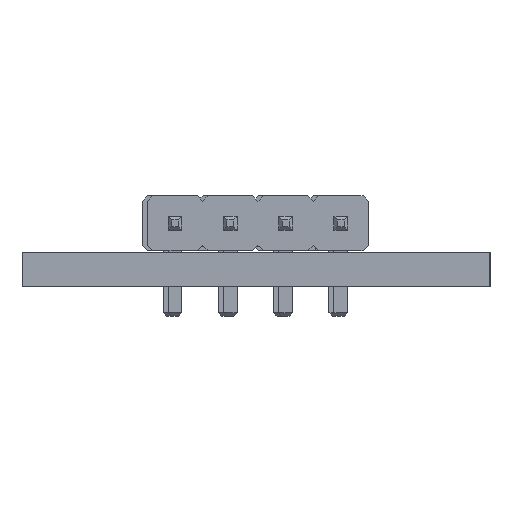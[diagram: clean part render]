
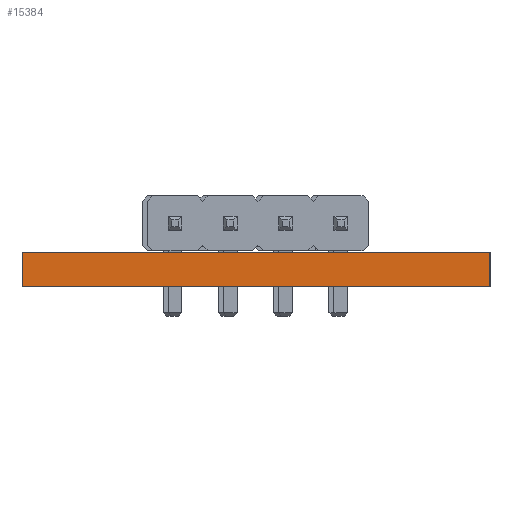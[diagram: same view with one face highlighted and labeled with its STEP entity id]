
A CAD part, left-side view. The second image highlights one B-rep face of the part: STEP entity #15384.
In plain terms, the highlighted planar face has unit normal (-1, 0, 0).
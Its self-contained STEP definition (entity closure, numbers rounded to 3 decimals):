
#14520 = PLANE('',#14521);
#14521 = AXIS2_PLACEMENT_3D('',#14522,#14523,#14524);
#14522 = CARTESIAN_POINT('',(123.,-118.,0.));
#14523 = DIRECTION('',(0.,1.,0.));
#14524 = DIRECTION('',(1.,0.,0.));
#14548 = PLANE('',#14549);
#14549 = AXIS2_PLACEMENT_3D('',#14550,#14551,#14552);
#14550 = CARTESIAN_POINT('',(147.,-107.25,1.6));
#14551 = DIRECTION('',(0.,0.,1.));
#14552 = DIRECTION('',(1.,0.,-0.));
#14576 = PLANE('',#14577);
#14577 = AXIS2_PLACEMENT_3D('',#14578,#14579,#14580);
#14578 = CARTESIAN_POINT('',(171.,-96.5,0.));
#14579 = DIRECTION('',(0.,-1.,0.));
#14580 = DIRECTION('',(-1.,0.,0.));
#14602 = PLANE('',#14603);
#14603 = AXIS2_PLACEMENT_3D('',#14604,#14605,#14606);
#14604 = CARTESIAN_POINT('',(147.,-107.25,0.));
#14605 = DIRECTION('',(0.,0.,1.));
#14606 = DIRECTION('',(1.,0.,-0.));
#14617 = EDGE_CURVE('',#14618,#14620,#14622,.T.);
#14618 = VERTEX_POINT('',#14619);
#14619 = CARTESIAN_POINT('',(123.,-118.,0.));
#14620 = VERTEX_POINT('',#14621);
#14621 = CARTESIAN_POINT('',(123.,-118.,1.6));
#14622 = SURFACE_CURVE('',#14623,(#14627,#14634),.PCURVE_S1.);
#14623 = LINE('',#14624,#14625);
#14624 = CARTESIAN_POINT('',(123.,-118.,0.));
#14625 = VECTOR('',#14626,1.);
#14626 = DIRECTION('',(0.,0.,1.));
#14627 = PCURVE('',#14520,#14628);
#14628 = DEFINITIONAL_REPRESENTATION('',(#14629),#14633);
#14629 = LINE('',#14630,#14631);
#14630 = CARTESIAN_POINT('',(0.,0.));
#14631 = VECTOR('',#14632,1.);
#14632 = DIRECTION('',(0.,-1.));
#14633 = ( GEOMETRIC_REPRESENTATION_CONTEXT(2) 
PARAMETRIC_REPRESENTATION_CONTEXT() REPRESENTATION_CONTEXT('2D SPACE',''
  ) );
#14634 = PCURVE('',#14635,#14640);
#14635 = PLANE('',#14636);
#14636 = AXIS2_PLACEMENT_3D('',#14637,#14638,#14639);
#14637 = CARTESIAN_POINT('',(123.,-96.5,0.));
#14638 = DIRECTION('',(1.,0.,-0.));
#14639 = DIRECTION('',(0.,-1.,0.));
#14640 = DEFINITIONAL_REPRESENTATION('',(#14641),#14645);
#14641 = LINE('',#14642,#14643);
#14642 = CARTESIAN_POINT('',(21.5,0.));
#14643 = VECTOR('',#14644,1.);
#14644 = DIRECTION('',(0.,-1.));
#14645 = ( GEOMETRIC_REPRESENTATION_CONTEXT(2) 
PARAMETRIC_REPRESENTATION_CONTEXT() REPRESENTATION_CONTEXT('2D SPACE',''
  ) );
#14695 = VERTEX_POINT('',#14696);
#14696 = CARTESIAN_POINT('',(123.,-96.5,1.6));
#14717 = EDGE_CURVE('',#14718,#14695,#14720,.T.);
#14718 = VERTEX_POINT('',#14719);
#14719 = CARTESIAN_POINT('',(123.,-96.5,0.));
#14720 = SURFACE_CURVE('',#14721,(#14725,#14732),.PCURVE_S1.);
#14721 = LINE('',#14722,#14723);
#14722 = CARTESIAN_POINT('',(123.,-96.5,0.));
#14723 = VECTOR('',#14724,1.);
#14724 = DIRECTION('',(0.,0.,1.));
#14725 = PCURVE('',#14576,#14726);
#14726 = DEFINITIONAL_REPRESENTATION('',(#14727),#14731);
#14727 = LINE('',#14728,#14729);
#14728 = CARTESIAN_POINT('',(48.,0.));
#14729 = VECTOR('',#14730,1.);
#14730 = DIRECTION('',(0.,-1.));
#14731 = ( GEOMETRIC_REPRESENTATION_CONTEXT(2) 
PARAMETRIC_REPRESENTATION_CONTEXT() REPRESENTATION_CONTEXT('2D SPACE',''
  ) );
#14732 = PCURVE('',#14635,#14733);
#14733 = DEFINITIONAL_REPRESENTATION('',(#14734),#14738);
#14734 = LINE('',#14735,#14736);
#14735 = CARTESIAN_POINT('',(0.,0.));
#14736 = VECTOR('',#14737,1.);
#14737 = DIRECTION('',(0.,-1.));
#14738 = ( GEOMETRIC_REPRESENTATION_CONTEXT(2) 
PARAMETRIC_REPRESENTATION_CONTEXT() REPRESENTATION_CONTEXT('2D SPACE',''
  ) );
#14766 = EDGE_CURVE('',#14718,#14618,#14767,.T.);
#14767 = SURFACE_CURVE('',#14768,(#14772,#14779),.PCURVE_S1.);
#14768 = LINE('',#14769,#14770);
#14769 = CARTESIAN_POINT('',(123.,-96.5,0.));
#14770 = VECTOR('',#14771,1.);
#14771 = DIRECTION('',(0.,-1.,0.));
#14772 = PCURVE('',#14602,#14773);
#14773 = DEFINITIONAL_REPRESENTATION('',(#14774),#14778);
#14774 = LINE('',#14775,#14776);
#14775 = CARTESIAN_POINT('',(-24.,10.75));
#14776 = VECTOR('',#14777,1.);
#14777 = DIRECTION('',(0.,-1.));
#14778 = ( GEOMETRIC_REPRESENTATION_CONTEXT(2) 
PARAMETRIC_REPRESENTATION_CONTEXT() REPRESENTATION_CONTEXT('2D SPACE',''
  ) );
#14779 = PCURVE('',#14635,#14780);
#14780 = DEFINITIONAL_REPRESENTATION('',(#14781),#14785);
#14781 = LINE('',#14782,#14783);
#14782 = CARTESIAN_POINT('',(0.,0.));
#14783 = VECTOR('',#14784,1.);
#14784 = DIRECTION('',(1.,0.));
#14785 = ( GEOMETRIC_REPRESENTATION_CONTEXT(2) 
PARAMETRIC_REPRESENTATION_CONTEXT() REPRESENTATION_CONTEXT('2D SPACE',''
  ) );
#15103 = EDGE_CURVE('',#14695,#14620,#15104,.T.);
#15104 = SURFACE_CURVE('',#15105,(#15109,#15116),.PCURVE_S1.);
#15105 = LINE('',#15106,#15107);
#15106 = CARTESIAN_POINT('',(123.,-96.5,1.6));
#15107 = VECTOR('',#15108,1.);
#15108 = DIRECTION('',(0.,-1.,0.));
#15109 = PCURVE('',#14548,#15110);
#15110 = DEFINITIONAL_REPRESENTATION('',(#15111),#15115);
#15111 = LINE('',#15112,#15113);
#15112 = CARTESIAN_POINT('',(-24.,10.75));
#15113 = VECTOR('',#15114,1.);
#15114 = DIRECTION('',(0.,-1.));
#15115 = ( GEOMETRIC_REPRESENTATION_CONTEXT(2) 
PARAMETRIC_REPRESENTATION_CONTEXT() REPRESENTATION_CONTEXT('2D SPACE',''
  ) );
#15116 = PCURVE('',#14635,#15117);
#15117 = DEFINITIONAL_REPRESENTATION('',(#15118),#15122);
#15118 = LINE('',#15119,#15120);
#15119 = CARTESIAN_POINT('',(0.,-1.6));
#15120 = VECTOR('',#15121,1.);
#15121 = DIRECTION('',(1.,0.));
#15122 = ( GEOMETRIC_REPRESENTATION_CONTEXT(2) 
PARAMETRIC_REPRESENTATION_CONTEXT() REPRESENTATION_CONTEXT('2D SPACE',''
  ) );
#15384 = ADVANCED_FACE('',(#15385),#14635,.F.);
#15385 = FACE_BOUND('',#15386,.F.);
#15386 = EDGE_LOOP('',(#15387,#15388,#15389,#15390));
#15387 = ORIENTED_EDGE('',*,*,#14717,.T.);
#15388 = ORIENTED_EDGE('',*,*,#15103,.T.);
#15389 = ORIENTED_EDGE('',*,*,#14617,.F.);
#15390 = ORIENTED_EDGE('',*,*,#14766,.F.);
